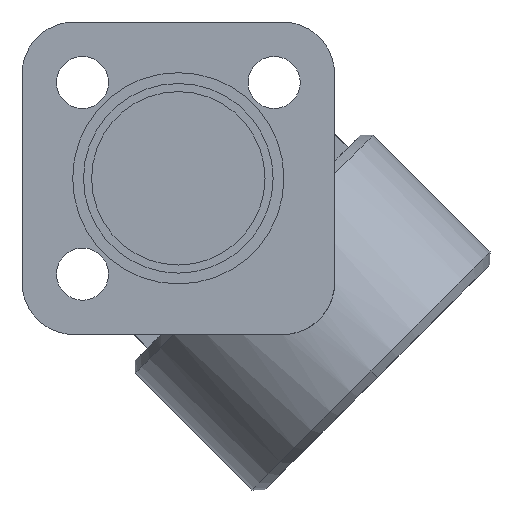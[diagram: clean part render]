
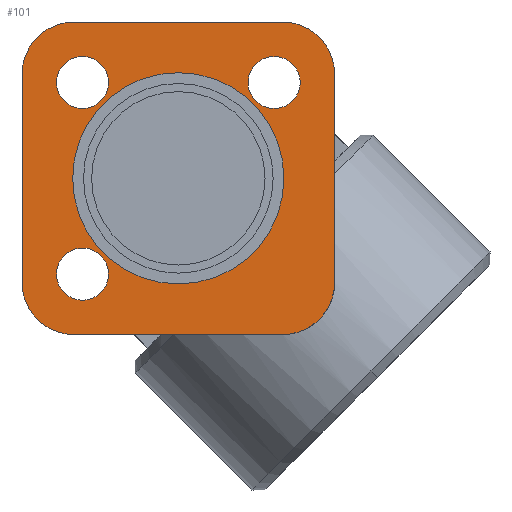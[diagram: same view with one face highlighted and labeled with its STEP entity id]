
A CAD part, front view. The second image highlights one B-rep face of the part: STEP entity #101.
In plain terms, the highlighted planar face has unit normal (0, -1, 0).
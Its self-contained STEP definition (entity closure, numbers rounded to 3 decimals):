
#101=ADVANCED_FACE('',(#219,#220,#221,#222,#223),#224,.F.);
#219=FACE_BOUND('',#341,.T.);
#220=FACE_BOUND('',#342,.T.);
#221=FACE_BOUND('',#343,.T.);
#222=FACE_BOUND('',#344,.T.);
#223=FACE_OUTER_BOUND('',#345,.T.);
#224=PLANE('',#346);
#341=EDGE_LOOP('',(#782,#783));
#342=EDGE_LOOP('',(#784,#785));
#343=EDGE_LOOP('',(#786,#787));
#344=EDGE_LOOP('',(#788,#789));
#345=EDGE_LOOP('',(#790,#791,#792,#793,#794,#795,#796,#797));
#346=AXIS2_PLACEMENT_3D('',#798,#799,#800);
#782=ORIENTED_EDGE('',*,*,#860,.T.);
#783=ORIENTED_EDGE('',*,*,#859,.T.);
#784=ORIENTED_EDGE('',*,*,#924,.T.);
#785=ORIENTED_EDGE('',*,*,#812,.T.);
#786=ORIENTED_EDGE('',*,*,#926,.T.);
#787=ORIENTED_EDGE('',*,*,#808,.T.);
#788=ORIENTED_EDGE('',*,*,#928,.T.);
#789=ORIENTED_EDGE('',*,*,#804,.T.);
#790=ORIENTED_EDGE('',*,*,#887,.T.);
#791=ORIENTED_EDGE('',*,*,#897,.F.);
#792=ORIENTED_EDGE('',*,*,#923,.T.);
#793=ORIENTED_EDGE('',*,*,#932,.F.);
#794=ORIENTED_EDGE('',*,*,#935,.F.);
#795=ORIENTED_EDGE('',*,*,#938,.F.);
#796=ORIENTED_EDGE('',*,*,#941,.T.);
#797=ORIENTED_EDGE('',*,*,#943,.F.);
#798=CARTESIAN_POINT('',(0.,0.,0.));
#799=DIRECTION('',(-0.0,1.0,0.));
#800=DIRECTION('',(1.0,0.0,0.0));
#804=EDGE_CURVE('',#945,#949,#951,.T.);
#808=EDGE_CURVE('',#953,#957,#959,.T.);
#812=EDGE_CURVE('',#961,#965,#967,.T.);
#859=EDGE_CURVE('',#1052,#1056,#1058,.T.);
#860=EDGE_CURVE('',#1056,#1052,#1059,.T.);
#887=EDGE_CURVE('',#1097,#1095,#1098,.T.);
#897=EDGE_CURVE('',#1112,#1095,#1114,.T.);
#923=EDGE_CURVE('',#1112,#1149,#1151,.T.);
#924=EDGE_CURVE('',#965,#961,#1152,.T.);
#926=EDGE_CURVE('',#957,#953,#1154,.T.);
#928=EDGE_CURVE('',#949,#945,#1156,.T.);
#932=EDGE_CURVE('',#1160,#1149,#1162,.T.);
#935=EDGE_CURVE('',#1165,#1160,#1167,.T.);
#938=EDGE_CURVE('',#1170,#1165,#1172,.T.);
#941=EDGE_CURVE('',#1170,#1175,#1177,.T.);
#943=EDGE_CURVE('',#1097,#1175,#1179,.T.);
#945=VERTEX_POINT('',#1181);
#949=VERTEX_POINT('',#1186);
#951=CIRCLE('',#1189,2.5);
#953=VERTEX_POINT('',#1191);
#957=VERTEX_POINT('',#1196);
#959=CIRCLE('',#1199,2.5);
#961=VERTEX_POINT('',#1201);
#965=VERTEX_POINT('',#1206);
#967=CIRCLE('',#1209,2.5);
#1052=VERTEX_POINT('',#1416);
#1056=VERTEX_POINT('',#1421);
#1058=CIRCLE('',#1424,10.14);
#1059=CIRCLE('',#1425,10.14);
#1095=VERTEX_POINT('',#1492);
#1097=VERTEX_POINT('',#1495);
#1098=LINE('',#1496,#1497);
#1112=VERTEX_POINT('',#1519);
#1114=CIRCLE('',#1522,5.0);
#1149=VERTEX_POINT('',#1668);
#1151=LINE('',#1671,#1672);
#1152=CIRCLE('',#1673,2.5);
#1154=CIRCLE('',#1675,2.5);
#1156=CIRCLE('',#1677,2.5);
#1160=VERTEX_POINT('',#1681);
#1162=CIRCLE('',#1684,5.0);
#1165=VERTEX_POINT('',#1688);
#1167=LINE('',#1691,#1692);
#1170=VERTEX_POINT('',#1695);
#1172=CIRCLE('',#1698,5.0);
#1175=VERTEX_POINT('',#1702);
#1177=LINE('',#1705,#1706);
#1179=CIRCLE('',#1708,5.0);
#1181=CARTESIAN_POINT('',(-7.425,0.,-7.425));
#1186=CARTESIAN_POINT('',(-10.96,0.,-10.96));
#1189=AXIS2_PLACEMENT_3D('',#1714,#1715,#1716);
#1191=CARTESIAN_POINT('',(-7.425,0.,7.425));
#1196=CARTESIAN_POINT('',(-10.96,0.,10.96));
#1199=AXIS2_PLACEMENT_3D('',#1722,#1723,#1724);
#1201=CARTESIAN_POINT('',(7.425,0.,7.425));
#1206=CARTESIAN_POINT('',(10.96,0.,10.96));
#1209=AXIS2_PLACEMENT_3D('',#1730,#1731,#1732);
#1416=CARTESIAN_POINT('',(-10.14,0.,0.));
#1421=CARTESIAN_POINT('',(10.14,0.,0.));
#1424=AXIS2_PLACEMENT_3D('',#1817,#1818,#1819);
#1425=AXIS2_PLACEMENT_3D('',#1820,#1821,#1822);
#1492=CARTESIAN_POINT('',(10.0,0.,-15.0));
#1495=CARTESIAN_POINT('',(-10.0,0.,-15.0));
#1496=CARTESIAN_POINT('',(0.,0.,-15.0));
#1497=VECTOR('',#1881,1.0);
#1519=CARTESIAN_POINT('',(15.0,0.,-10.0));
#1522=AXIS2_PLACEMENT_3D('',#1891,#1892,#1893);
#1668=CARTESIAN_POINT('',(15.0,0.,10.0));
#1671=CARTESIAN_POINT('',(15.0,0.,-10.0));
#1672=VECTOR('',#1934,1.0);
#1673=AXIS2_PLACEMENT_3D('',#1935,#1936,#1937);
#1675=AXIS2_PLACEMENT_3D('',#1941,#1942,#1943);
#1677=AXIS2_PLACEMENT_3D('',#1947,#1948,#1949);
#1681=CARTESIAN_POINT('',(10.,0.,15.0));
#1684=AXIS2_PLACEMENT_3D('',#1957,#1958,#1959);
#1688=CARTESIAN_POINT('',(-10.0,0.,15.0));
#1691=CARTESIAN_POINT('',(0.,0.,15.0));
#1692=VECTOR('',#1962,1.0);
#1695=CARTESIAN_POINT('',(-15.0,0.,10.0));
#1698=AXIS2_PLACEMENT_3D('',#1967,#1968,#1969);
#1702=CARTESIAN_POINT('',(-15.0,0.,-10.0));
#1705=CARTESIAN_POINT('',(-15.0,0.,10.0));
#1706=VECTOR('',#1972,1.0);
#1708=AXIS2_PLACEMENT_3D('',#1976,#1977,#1978);
#1714=CARTESIAN_POINT('',(-9.192,0.0,-9.192));
#1715=DIRECTION('',(0.,1.0,0.));
#1716=DIRECTION('',(0.707,0.,0.707));
#1722=CARTESIAN_POINT('',(-9.192,0.0,9.192));
#1723=DIRECTION('',(0.,1.0,0.));
#1724=DIRECTION('',(0.707,0.,-0.707));
#1730=CARTESIAN_POINT('',(9.192,0.0,9.192));
#1731=DIRECTION('',(0.,1.0,0.));
#1732=DIRECTION('',(-0.707,0.,-0.707));
#1817=CARTESIAN_POINT('',(0.0,0.,0.0));
#1818=DIRECTION('',(0.0,1.0,0.));
#1819=DIRECTION('',(-1.0,0.0,0.0));
#1820=CARTESIAN_POINT('',(0.0,0.,0.0));
#1821=DIRECTION('',(0.0,1.0,0.));
#1822=DIRECTION('',(-1.0,0.0,0.0));
#1881=DIRECTION('',(1.0,0.0,0.0));
#1891=CARTESIAN_POINT('',(10.0,0.,-10.0));
#1892=DIRECTION('',(-0.0,1.0,0.));
#1893=DIRECTION('',(1.0,0.0,0.0));
#1934=DIRECTION('',(0.0,0.,1.0));
#1935=CARTESIAN_POINT('',(9.192,0.0,9.192));
#1936=DIRECTION('',(0.,1.0,0.));
#1937=DIRECTION('',(-0.707,0.,-0.707));
#1941=CARTESIAN_POINT('',(-9.192,0.0,9.192));
#1942=DIRECTION('',(0.,1.0,0.));
#1943=DIRECTION('',(0.707,0.,-0.707));
#1947=CARTESIAN_POINT('',(-9.192,0.0,-9.192));
#1948=DIRECTION('',(0.,1.0,0.));
#1949=DIRECTION('',(0.707,0.,0.707));
#1957=CARTESIAN_POINT('',(10.0,0.,10.0));
#1958=DIRECTION('',(-0.0,1.0,0.));
#1959=DIRECTION('',(1.0,0.0,0.0));
#1962=DIRECTION('',(1.0,0.0,0.0));
#1967=CARTESIAN_POINT('',(-10.0,0.,10.0));
#1968=DIRECTION('',(-0.0,1.0,0.));
#1969=DIRECTION('',(1.0,0.0,0.0));
#1972=DIRECTION('',(0.,0.,-1.0));
#1976=CARTESIAN_POINT('',(-10.0,0.,-10.0));
#1977=DIRECTION('',(-0.0,1.0,0.));
#1978=DIRECTION('',(1.0,0.0,0.0));
